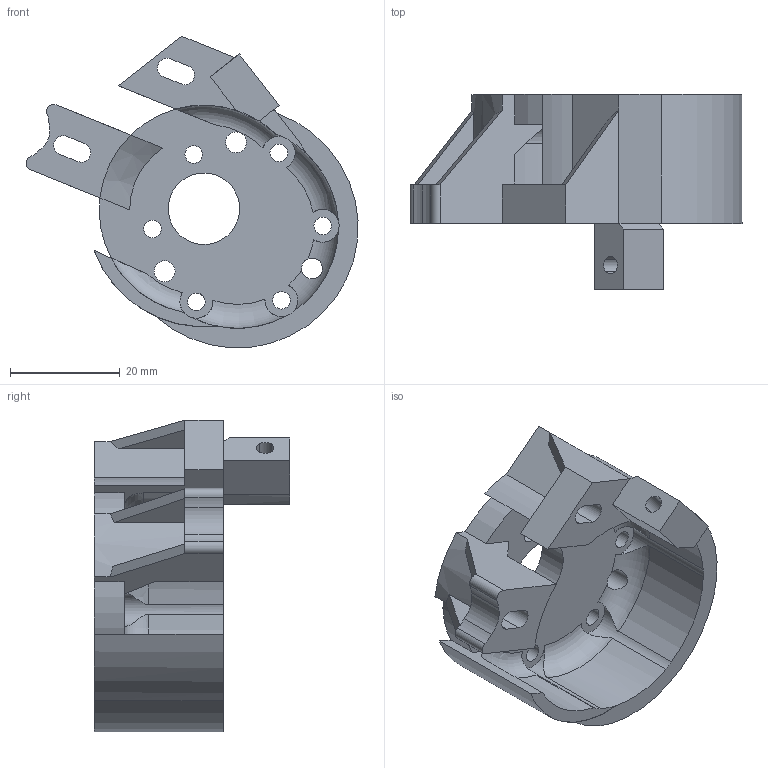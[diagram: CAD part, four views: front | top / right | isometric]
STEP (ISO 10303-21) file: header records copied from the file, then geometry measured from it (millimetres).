
FILE_DESCRIPTION(/* description */ (''),/* implementation_level */ '2;1');
FILE_NAME(/* name */ '37D Motor Mount - Left v1.step',/* time_stamp */ '2022-04-06T19:41:42-04:00',/* author */ (''),/* organization */ (''),/* preprocessor_version */ 'ST-DEVELOPER v18.1',/* originating_system */ 'Autodesk Translation Framework v10.14.0.1471',/* authorisation */ '');
FILE_SCHEMA (('AUTOMOTIVE_DESIGN { 1 0 10303 214 3 1 1 }'));
Length unit declared in the file: inch
Products named in the file (1): 37D Motor Mount - Left
Bounding box: 60.47 x 35.55 x 56.74 mm (x, y, z)
Volume: 19321.7 mm3; surface area: 11299.1 mm2
Topology: 1 solids, 1 shells, 85 faces, 250 edges, 165 vertices
Faces by surface type: cylinder 40, plane 34, torus 7, bspline 3, cone 1
Full cylindrical faces by diameter (mm): 3.2 x6, 3.8 x3, 13.016 x1
Entity records: 3212 total; most frequent: CARTESIAN_POINT 815, ORIENTED_EDGE 500, DIRECTION 492, EDGE_CURVE 250, AXIS2_PLACEMENT_3D 182, VERTEX_POINT 165, LINE 128, VECTOR 128
